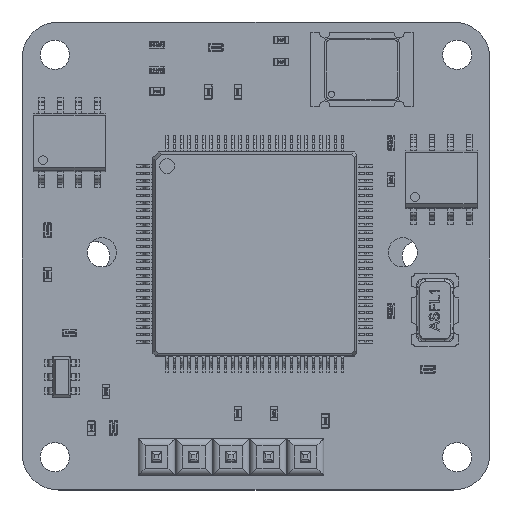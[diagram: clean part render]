
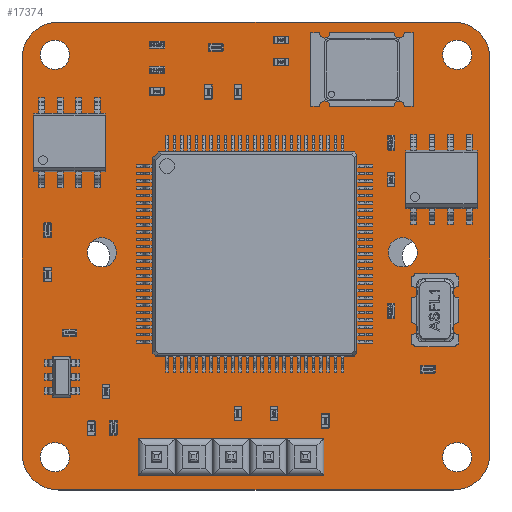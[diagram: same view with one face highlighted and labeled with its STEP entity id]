
A CAD part, top view. The second image highlights one B-rep face of the part: STEP entity #17374.
In plain terms, the highlighted planar face has unit normal (0, 0, 1).
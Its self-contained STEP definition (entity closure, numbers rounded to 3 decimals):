
#1864=FACE_BOUND('',#3666,.T.);
#1865=FACE_BOUND('',#3667,.T.);
#1866=FACE_BOUND('',#3668,.T.);
#1867=FACE_BOUND('',#3669,.T.);
#1868=FACE_BOUND('',#3670,.T.);
#1869=FACE_BOUND('',#3671,.T.);
#1870=FACE_BOUND('',#3672,.T.);
#1871=FACE_BOUND('',#3673,.T.);
#1872=FACE_BOUND('',#3674,.T.);
#1873=FACE_BOUND('',#3675,.T.);
#1874=FACE_BOUND('',#3676,.T.);
#1910=CIRCLE('',#19129,2.499);
#1912=CIRCLE('',#19133,2.499);
#1914=CIRCLE('',#19137,2.499);
#1916=CIRCLE('',#19141,2.499);
#1918=CIRCLE('',#19144,1.);
#1920=CIRCLE('',#19147,0.45);
#1922=CIRCLE('',#19150,1.);
#1924=CIRCLE('',#19153,0.45);
#1926=CIRCLE('',#19156,1.);
#1928=CIRCLE('',#19159,0.45);
#1930=CIRCLE('',#19162,0.45);
#1932=CIRCLE('',#19165,1.);
#1934=CIRCLE('',#19168,0.45);
#1936=CIRCLE('',#19171,1.);
#1938=CIRCLE('',#19174,1.);
#2702=FACE_OUTER_BOUND('',#3665,.T.);
#3665=EDGE_LOOP('',(#12005,#12006,#12007,#12008,#12009,#12010,#12011,#12012));
#3666=EDGE_LOOP('',(#12013));
#3667=EDGE_LOOP('',(#12014));
#3668=EDGE_LOOP('',(#12015));
#3669=EDGE_LOOP('',(#12016));
#3670=EDGE_LOOP('',(#12017));
#3671=EDGE_LOOP('',(#12018));
#3672=EDGE_LOOP('',(#12019));
#3673=EDGE_LOOP('',(#12020));
#3674=EDGE_LOOP('',(#12021));
#3675=EDGE_LOOP('',(#12022));
#3676=EDGE_LOOP('',(#12023));
#4644=LINE('',#25851,#6236);
#4648=LINE('',#25863,#6240);
#4652=LINE('',#25875,#6244);
#4656=LINE('',#25887,#6248);
#6236=VECTOR('',#20843,1.);
#6240=VECTOR('',#20855,1.);
#6244=VECTOR('',#20867,1.);
#6248=VECTOR('',#20879,1.);
#7828=VERTEX_POINT('',#25848);
#7829=VERTEX_POINT('',#25850);
#7831=VERTEX_POINT('',#25856);
#7833=VERTEX_POINT('',#25862);
#7835=VERTEX_POINT('',#25868);
#7837=VERTEX_POINT('',#25874);
#7839=VERTEX_POINT('',#25880);
#7841=VERTEX_POINT('',#25886);
#7843=VERTEX_POINT('',#25895);
#7845=VERTEX_POINT('',#25901);
#7847=VERTEX_POINT('',#25907);
#7849=VERTEX_POINT('',#25913);
#7851=VERTEX_POINT('',#25919);
#7853=VERTEX_POINT('',#25925);
#7855=VERTEX_POINT('',#25931);
#7857=VERTEX_POINT('',#25937);
#7859=VERTEX_POINT('',#25943);
#7861=VERTEX_POINT('',#25949);
#7863=VERTEX_POINT('',#25955);
#9437=EDGE_CURVE('',#7828,#7829,#4644,.T.);
#9440=EDGE_CURVE('',#7829,#7831,#1910,.T.);
#9443=EDGE_CURVE('',#7831,#7833,#4648,.T.);
#9446=EDGE_CURVE('',#7833,#7835,#1912,.T.);
#9449=EDGE_CURVE('',#7835,#7837,#4652,.T.);
#9452=EDGE_CURVE('',#7837,#7839,#1914,.T.);
#9455=EDGE_CURVE('',#7839,#7841,#4656,.T.);
#9458=EDGE_CURVE('',#7841,#7828,#1916,.T.);
#9460=EDGE_CURVE('',#7843,#7843,#1918,.T.);
#9463=EDGE_CURVE('',#7845,#7845,#1920,.T.);
#9466=EDGE_CURVE('',#7847,#7847,#1922,.T.);
#9469=EDGE_CURVE('',#7849,#7849,#1924,.T.);
#9472=EDGE_CURVE('',#7851,#7851,#1926,.T.);
#9475=EDGE_CURVE('',#7853,#7853,#1928,.T.);
#9478=EDGE_CURVE('',#7855,#7855,#1930,.T.);
#9481=EDGE_CURVE('',#7857,#7857,#1932,.T.);
#9484=EDGE_CURVE('',#7859,#7859,#1934,.T.);
#9487=EDGE_CURVE('',#7861,#7861,#1936,.T.);
#9490=EDGE_CURVE('',#7863,#7863,#1938,.T.);
#12005=ORIENTED_EDGE('',*,*,#9437,.F.);
#12006=ORIENTED_EDGE('',*,*,#9458,.F.);
#12007=ORIENTED_EDGE('',*,*,#9455,.F.);
#12008=ORIENTED_EDGE('',*,*,#9452,.F.);
#12009=ORIENTED_EDGE('',*,*,#9449,.F.);
#12010=ORIENTED_EDGE('',*,*,#9446,.F.);
#12011=ORIENTED_EDGE('',*,*,#9443,.F.);
#12012=ORIENTED_EDGE('',*,*,#9440,.F.);
#12013=ORIENTED_EDGE('',*,*,#9460,.F.);
#12014=ORIENTED_EDGE('',*,*,#9463,.F.);
#12015=ORIENTED_EDGE('',*,*,#9466,.F.);
#12016=ORIENTED_EDGE('',*,*,#9469,.F.);
#12017=ORIENTED_EDGE('',*,*,#9472,.F.);
#12018=ORIENTED_EDGE('',*,*,#9475,.F.);
#12019=ORIENTED_EDGE('',*,*,#9478,.F.);
#12020=ORIENTED_EDGE('',*,*,#9481,.F.);
#12021=ORIENTED_EDGE('',*,*,#9484,.F.);
#12022=ORIENTED_EDGE('',*,*,#9487,.F.);
#12023=ORIENTED_EDGE('',*,*,#9490,.F.);
#16863=PLANE('',#19177);
#17374=ADVANCED_FACE('',(#2702,#1864,#1865,#1866,#1867,#1868,#1869,#1870,
#1871,#1872,#1873,#1874),#16863,.T.);
#19129=AXIS2_PLACEMENT_3D('',#25857,#20848,#20849);
#19133=AXIS2_PLACEMENT_3D('',#25869,#20860,#20861);
#19137=AXIS2_PLACEMENT_3D('',#25881,#20872,#20873);
#19141=AXIS2_PLACEMENT_3D('',#25892,#20884,#20885);
#19144=AXIS2_PLACEMENT_3D('',#25896,#20890,#20891);
#19147=AXIS2_PLACEMENT_3D('',#25902,#20897,#20898);
#19150=AXIS2_PLACEMENT_3D('',#25908,#20904,#20905);
#19153=AXIS2_PLACEMENT_3D('',#25914,#20911,#20912);
#19156=AXIS2_PLACEMENT_3D('',#25920,#20918,#20919);
#19159=AXIS2_PLACEMENT_3D('',#25926,#20925,#20926);
#19162=AXIS2_PLACEMENT_3D('',#25932,#20932,#20933);
#19165=AXIS2_PLACEMENT_3D('',#25938,#20939,#20940);
#19168=AXIS2_PLACEMENT_3D('',#25944,#20946,#20947);
#19171=AXIS2_PLACEMENT_3D('',#25950,#20953,#20954);
#19174=AXIS2_PLACEMENT_3D('',#25956,#20960,#20961);
#19177=AXIS2_PLACEMENT_3D('',#25961,#20967,#20968);
#20843=DIRECTION('',(0.,1.,0.));
#20848=DIRECTION('center_axis',(0.,0.,-1.));
#20849=DIRECTION('ref_axis',(-1.,0.,0.));
#20855=DIRECTION('',(1.,0.,0.));
#20860=DIRECTION('center_axis',(0.,0.,-1.));
#20861=DIRECTION('ref_axis',(0.,1.,0.));
#20867=DIRECTION('',(0.,-1.,0.));
#20872=DIRECTION('center_axis',(0.,0.,-1.));
#20873=DIRECTION('ref_axis',(1.,0.,0.));
#20879=DIRECTION('',(-1.,0.,0.));
#20884=DIRECTION('center_axis',(0.,0.,-1.));
#20885=DIRECTION('ref_axis',(0.,-1.,0.));
#20890=DIRECTION('center_axis',(0.,0.,1.));
#20891=DIRECTION('ref_axis',(1.,0.,0.));
#20897=DIRECTION('center_axis',(0.,0.,1.));
#20898=DIRECTION('ref_axis',(1.,0.,0.));
#20904=DIRECTION('center_axis',(0.,0.,1.));
#20905=DIRECTION('ref_axis',(1.,0.,0.));
#20911=DIRECTION('center_axis',(0.,0.,1.));
#20912=DIRECTION('ref_axis',(1.,0.,0.));
#20918=DIRECTION('center_axis',(0.,0.,1.));
#20919=DIRECTION('ref_axis',(1.,0.,0.));
#20925=DIRECTION('center_axis',(0.,0.,1.));
#20926=DIRECTION('ref_axis',(1.,0.,0.));
#20932=DIRECTION('center_axis',(0.,0.,1.));
#20933=DIRECTION('ref_axis',(1.,0.,0.));
#20939=DIRECTION('center_axis',(0.,0.,1.));
#20940=DIRECTION('ref_axis',(1.,0.,0.));
#20946=DIRECTION('center_axis',(0.,0.,1.));
#20947=DIRECTION('ref_axis',(1.,0.,0.));
#20953=DIRECTION('center_axis',(0.,0.,1.));
#20954=DIRECTION('ref_axis',(1.,0.,0.));
#20960=DIRECTION('center_axis',(0.,0.,1.));
#20961=DIRECTION('ref_axis',(1.,0.,0.));
#20967=DIRECTION('center_axis',(0.,0.,1.));
#20968=DIRECTION('ref_axis',(1.,0.,0.));
#25848=CARTESIAN_POINT('',(-2.25,0.25,0.411));
#25850=CARTESIAN_POINT('',(-2.25,27.25,0.411));
#25851=CARTESIAN_POINT('',(-2.25,0.25,0.411));
#25856=CARTESIAN_POINT('',(0.25,29.75,0.411));
#25857=CARTESIAN_POINT('Origin',(0.249,27.251,0.411));
#25862=CARTESIAN_POINT('',(27.25,29.75,0.411));
#25863=CARTESIAN_POINT('',(0.25,29.75,0.411));
#25868=CARTESIAN_POINT('',(29.75,27.25,0.411));
#25869=CARTESIAN_POINT('Origin',(27.251,27.251,0.411));
#25874=CARTESIAN_POINT('',(29.75,0.25,0.411));
#25875=CARTESIAN_POINT('',(29.75,27.25,0.411));
#25880=CARTESIAN_POINT('',(27.25,-2.25,0.411));
#25881=CARTESIAN_POINT('Origin',(27.251,0.249,0.411));
#25886=CARTESIAN_POINT('',(0.25,-2.25,0.411));
#25887=CARTESIAN_POINT('',(27.25,-2.25,0.411));
#25892=CARTESIAN_POINT('Origin',(0.249,0.249,0.411));
#25895=CARTESIAN_POINT('',(-1.,0.,0.411));
#25896=CARTESIAN_POINT('Origin',(0.,0.,0.411));
#25901=CARTESIAN_POINT('',(6.51,0.,0.411));
#25902=CARTESIAN_POINT('Origin',(6.96,0.,0.411));
#25907=CARTESIAN_POINT('',(-1.,27.5,0.411));
#25908=CARTESIAN_POINT('Origin',(0.,27.5,0.411));
#25913=CARTESIAN_POINT('',(9.05,0.,0.411));
#25914=CARTESIAN_POINT('Origin',(9.5,0.,0.411));
#25919=CARTESIAN_POINT('',(2.213,14.,0.411));
#25920=CARTESIAN_POINT('Origin',(3.213,14.,0.411));
#25925=CARTESIAN_POINT('',(14.13,0.,0.411));
#25926=CARTESIAN_POINT('Origin',(14.58,0.,0.411));
#25931=CARTESIAN_POINT('',(16.67,0.,0.411));
#25932=CARTESIAN_POINT('Origin',(17.12,0.,0.411));
#25937=CARTESIAN_POINT('',(26.5,0.,0.411));
#25938=CARTESIAN_POINT('Origin',(27.5,0.,0.411));
#25943=CARTESIAN_POINT('',(11.59,0.,0.411));
#25944=CARTESIAN_POINT('Origin',(12.04,0.,0.411));
#25949=CARTESIAN_POINT('',(22.787,14.,0.411));
#25950=CARTESIAN_POINT('Origin',(23.787,14.,0.411));
#25955=CARTESIAN_POINT('',(26.5,27.5,0.411));
#25956=CARTESIAN_POINT('Origin',(27.5,27.5,0.411));
#25961=CARTESIAN_POINT('Origin',(-2.25,0.25,0.411));
